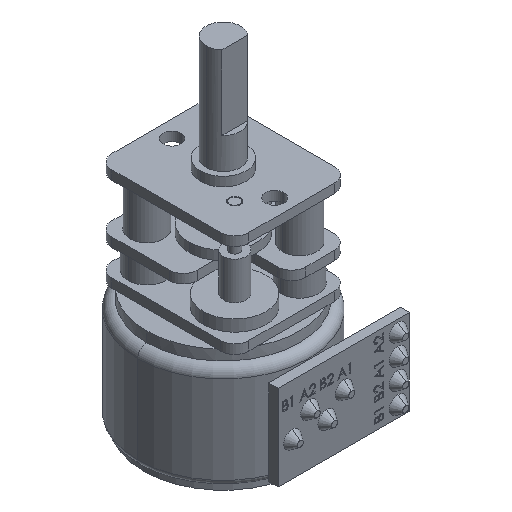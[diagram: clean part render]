
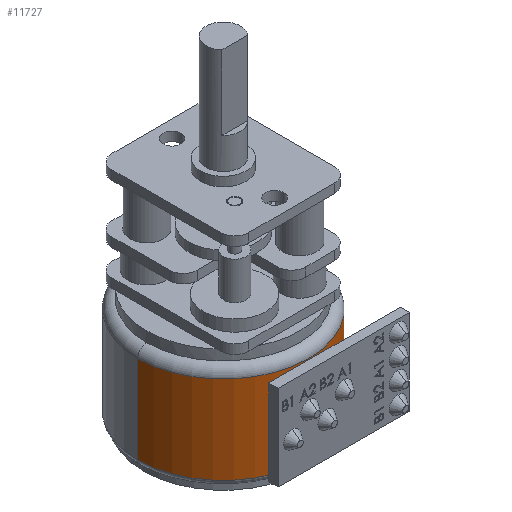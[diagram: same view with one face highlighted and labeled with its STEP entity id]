
A CAD part, isometric view. The second image highlights one B-rep face of the part: STEP entity #11727.
In plain terms, the highlighted cylindrical face has radius 7.5 mm (diameter 15 mm), a partial arc.
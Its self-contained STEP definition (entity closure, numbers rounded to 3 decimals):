
#347 = LINE ( 'NONE', #15726, #593 ) ;
#371 = EDGE_LOOP ( 'NONE', ( #9430, #14259, #12061, #18251 ) ) ;
#593 = VECTOR ( 'NONE', #11213, 1000. ) ;
#2079 = VERTEX_POINT ( 'NONE', #15064 ) ;
#2569 = CARTESIAN_POINT ( 'NONE',  ( 7.5, 0., 10.3 ) ) ;
#2660 = CARTESIAN_POINT ( 'NONE',  ( 0., 0., 0. ) ) ;
#3332 = VERTEX_POINT ( 'NONE', #2569 ) ;
#3638 = CARTESIAN_POINT ( 'NONE',  ( -7.5, 0., 0. ) ) ;
#3920 = CARTESIAN_POINT ( 'NONE',  ( 0., 0., 2.6 ) ) ;
#4995 = CARTESIAN_POINT ( 'NONE',  ( -7.5, 0., 2.6 ) ) ;
#5502 = DIRECTION ( 'NONE',  ( -1., 0., 0. ) ) ;
#5802 = DIRECTION ( 'NONE',  ( -1., 0., 0. ) ) ;
#7215 = DIRECTION ( 'NONE',  ( 0., 0., -1. ) ) ;
#7317 = EDGE_CURVE ( 'NONE', #3332, #2079, #11215, .T. ) ;
#7575 = AXIS2_PLACEMENT_3D ( 'NONE', #16084, #11574, #11712 ) ;
#7641 = EDGE_CURVE ( 'NONE', #3332, #10298, #347, .T. ) ;
#8769 = CARTESIAN_POINT ( 'NONE',  ( 7.5, 0., 2.6 ) ) ;
#9430 = ORIENTED_EDGE ( 'NONE', *, *, #7641, .F. ) ;
#9728 = EDGE_CURVE ( 'NONE', #10298, #13846, #16267, .T. ) ;
#10298 = VERTEX_POINT ( 'NONE', #8769 ) ;
#10932 = EDGE_CURVE ( 'NONE', #2079, #13846, #15255, .T. ) ;
#11153 = DIRECTION ( 'NONE',  ( 0., 0., -1. ) ) ;
#11213 = DIRECTION ( 'NONE',  ( 0., 0., -1. ) ) ;
#11215 = CIRCLE ( 'NONE', #7575, 7.5 ) ;
#11574 = DIRECTION ( 'NONE',  ( 0., 0., -1. ) ) ;
#11712 = DIRECTION ( 'NONE',  ( -1., 0., 0. ) ) ;
#11727 = ADVANCED_FACE ( 'NONE', ( #12730 ), #14881, .T. ) ;
#12061 = ORIENTED_EDGE ( 'NONE', *, *, #10932, .T. ) ;
#12730 = FACE_OUTER_BOUND ( 'NONE', #371, .T. ) ;
#13828 = VECTOR ( 'NONE', #11153, 1000. ) ;
#13846 = VERTEX_POINT ( 'NONE', #4995 ) ;
#14259 = ORIENTED_EDGE ( 'NONE', *, *, #7317, .T. ) ;
#14881 = CYLINDRICAL_SURFACE ( 'NONE', #15863, 7.5 ) ;
#15064 = CARTESIAN_POINT ( 'NONE',  ( -7.5, 0., 10.3 ) ) ;
#15255 = LINE ( 'NONE', #3638, #13828 ) ;
#15576 = AXIS2_PLACEMENT_3D ( 'NONE', #3920, #18889, #5502 ) ;
#15726 = CARTESIAN_POINT ( 'NONE',  ( 7.5, 0., 0. ) ) ;
#15863 = AXIS2_PLACEMENT_3D ( 'NONE', #2660, #7215, #5802 ) ;
#16084 = CARTESIAN_POINT ( 'NONE',  ( 0., 0., 10.3 ) ) ;
#16267 = CIRCLE ( 'NONE', #15576, 7.5 ) ;
#18251 = ORIENTED_EDGE ( 'NONE', *, *, #9728, .F. ) ;
#18889 = DIRECTION ( 'NONE',  ( 0., 0., -1. ) ) ;
